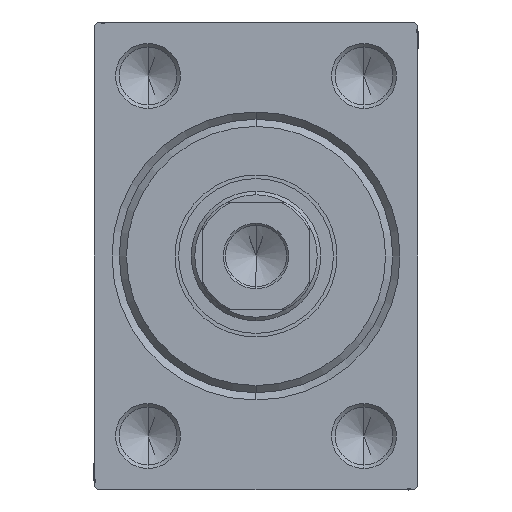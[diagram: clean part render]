
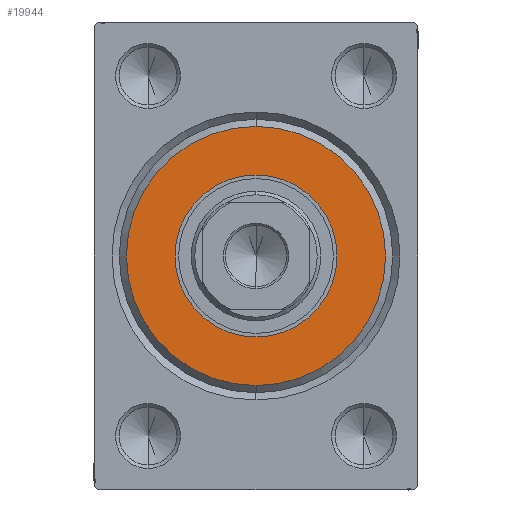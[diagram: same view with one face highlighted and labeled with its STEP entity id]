
A CAD part, left-side view. The second image highlights one B-rep face of the part: STEP entity #19944.
In plain terms, the highlighted face is planar.
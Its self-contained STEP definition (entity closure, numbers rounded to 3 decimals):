
#355 = CIRCLE ( 'NONE', #41175, 18. ) ;
#1287 = DIRECTION ( 'NONE',  ( 0., 0., -1. ) ) ;
#2995 = ORIENTED_EDGE ( 'NONE', *, *, #21434, .F. ) ;
#4709 = AXIS2_PLACEMENT_3D ( 'NONE', #29961, #13149, #44108 ) ;
#6449 = DIRECTION ( 'NONE',  ( 1., 0., 0. ) ) ;
#9591 = PLANE ( 'NONE',  #37783 ) ;
#10304 = EDGE_CURVE ( 'NONE', #37230, #36956, #24036, .T. ) ;
#11818 = DIRECTION ( 'NONE',  ( 1., 0., 0. ) ) ;
#12746 = EDGE_CURVE ( 'NONE', #13049, #21379, #355, .T. ) ;
#13049 = VERTEX_POINT ( 'NONE', #36973 ) ;
#13149 = DIRECTION ( 'NONE',  ( 1., 0., 0. ) ) ;
#15510 = CARTESIAN_POINT ( 'NONE',  ( 3., 0., 11.25 ) ) ;
#16791 = CIRCLE ( 'NONE', #21077, 18. ) ;
#17795 = DIRECTION ( 'NONE',  ( 0., 0., -1. ) ) ;
#18841 = DIRECTION ( 'NONE',  ( 1., 0., 0. ) ) ;
#19778 = DIRECTION ( 'NONE',  ( 0., 0., -1. ) ) ;
#19944 = ADVANCED_FACE ( 'NONE', ( #23054, #26638 ), #9591, .T. ) ;
#20219 = CARTESIAN_POINT ( 'NONE',  ( 3., 0., 0. ) ) ;
#21077 = AXIS2_PLACEMENT_3D ( 'NONE', #36930, #18841, #31837 ) ;
#21379 = VERTEX_POINT ( 'NONE', #30304 ) ;
#21434 = EDGE_CURVE ( 'NONE', #36956, #37230, #22753, .T. ) ;
#22753 = CIRCLE ( 'NONE', #24189, 11.25 ) ;
#23054 = FACE_OUTER_BOUND ( 'NONE', #30557, .T. ) ;
#23272 = CARTESIAN_POINT ( 'NONE',  ( 3., 0., 0. ) ) ;
#23827 = EDGE_LOOP ( 'NONE', ( #24573, #2995 ) ) ;
#24036 = CIRCLE ( 'NONE', #4709, 11.25 ) ;
#24189 = AXIS2_PLACEMENT_3D ( 'NONE', #20219, #29858, #19778 ) ;
#24573 = ORIENTED_EDGE ( 'NONE', *, *, #10304, .F. ) ;
#26638 = FACE_BOUND ( 'NONE', #23827, .T. ) ;
#27852 = ORIENTED_EDGE ( 'NONE', *, *, #39440, .T. ) ;
#29858 = DIRECTION ( 'NONE',  ( 1., 0., 0. ) ) ;
#29956 = ORIENTED_EDGE ( 'NONE', *, *, #12746, .T. ) ;
#29961 = CARTESIAN_POINT ( 'NONE',  ( 3., 0., 0. ) ) ;
#30304 = CARTESIAN_POINT ( 'NONE',  ( 3., 0., -18. ) ) ;
#30557 = EDGE_LOOP ( 'NONE', ( #29956, #27852 ) ) ;
#31837 = DIRECTION ( 'NONE',  ( 0., 0., -1. ) ) ;
#35588 = CARTESIAN_POINT ( 'NONE',  ( 3., 0., 0. ) ) ;
#36930 = CARTESIAN_POINT ( 'NONE',  ( 3., 0., 0. ) ) ;
#36956 = VERTEX_POINT ( 'NONE', #15510 ) ;
#36973 = CARTESIAN_POINT ( 'NONE',  ( 3., 0., 18. ) ) ;
#37230 = VERTEX_POINT ( 'NONE', #39465 ) ;
#37783 = AXIS2_PLACEMENT_3D ( 'NONE', #23272, #6449, #17795 ) ;
#39440 = EDGE_CURVE ( 'NONE', #21379, #13049, #16791, .T. ) ;
#39465 = CARTESIAN_POINT ( 'NONE',  ( 3., 0., -11.25 ) ) ;
#41175 = AXIS2_PLACEMENT_3D ( 'NONE', #35588, #11818, #1287 ) ;
#44108 = DIRECTION ( 'NONE',  ( 0., 0., -1. ) ) ;
